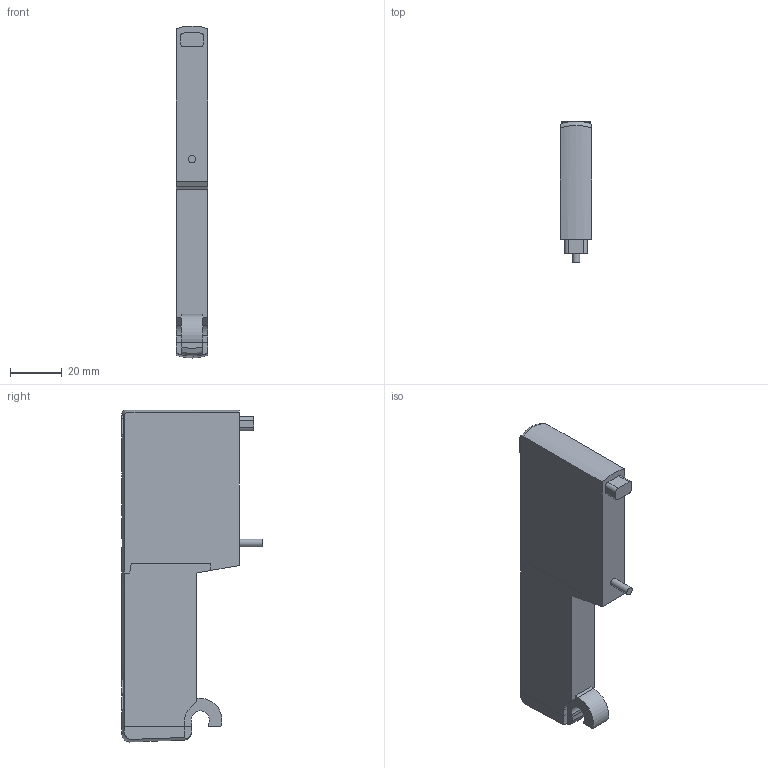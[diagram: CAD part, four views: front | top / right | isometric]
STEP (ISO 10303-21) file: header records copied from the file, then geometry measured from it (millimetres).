
FILE_DESCRIPTION(/* description */ ('EV 2x3/2 NC-NC SOL-SOL 24 VDC NPN'),/* implementation_level */ '2;1');
FILE_NAME(/* name */ '2241_62_44_35_12.stp',/* time_stamp */ '2016-04-26T15:36:46+02:00',/* author */ ('Maniean1'),/* organization */ ('Pneumax S.p.A.'),/* preprocessor_version */ 'ST-DEVELOPER v15.2',/* originating_system */ 'Autodesk Inventor 2014',/* authorisation */ '');
FILE_SCHEMA (('AUTOMOTIVE_DESIGN { 1 0 10303 214 3 1 1 }'));
Length unit declared in the file: millimetre
Products named in the file (1): 2241_62_44_35_12
Bounding box: 12.3 x 54.4 x 128.52 mm (x, y, z)
Volume: 57832.4 mm3; surface area: 13936.4 mm2
Topology: 1 solids, 1 shells, 176 faces, 450 edges, 294 vertices
Faces by surface type: plane 125, cylinder 34, bspline 17
Full cylindrical faces by diameter (mm): 3 x1, 5.5 x1
Entity records: 5798 total; most frequent: CARTESIAN_POINT 1428, ORIENTED_EDGE 894, DIRECTION 778, EDGE_CURVE 447, LINE 320, VECTOR 320, VERTEX_POINT 293, AXIS2_PLACEMENT_3D 229
